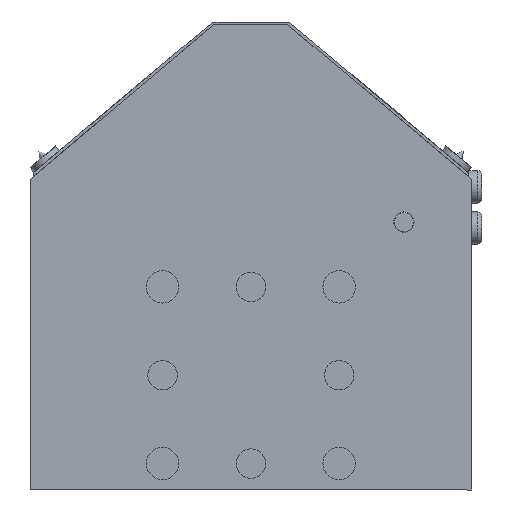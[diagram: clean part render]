
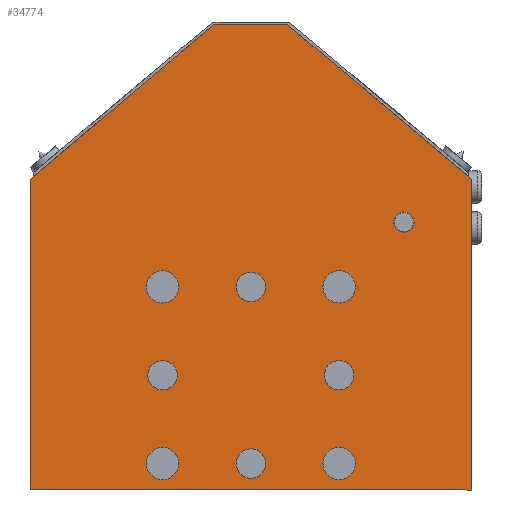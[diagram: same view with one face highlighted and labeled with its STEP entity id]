
A CAD part, left-side view. The second image highlights one B-rep face of the part: STEP entity #34774.
In plain terms, the highlighted face is planar.
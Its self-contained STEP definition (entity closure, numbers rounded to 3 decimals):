
#34142=CARTESIAN_POINT('',(450.,-24.5,68.));
#34143=VERTEX_POINT('',#34142);
#34144=CARTESIAN_POINT('',(450.,-30.,68.));
#34145=DIRECTION('',(-1.0,0.0,0.0));
#34146=DIRECTION('',(0.0,-1.0,0.0));
#34147=AXIS2_PLACEMENT_3D('',#34144,#34145,#34146);
#34148=CIRCLE('',#34147,5.5);
#34149=EDGE_CURVE('',#34143,#34143,#34148,.T.);
#34202=CARTESIAN_POINT('',(450.,35.5,68.));
#34203=VERTEX_POINT('',#34202);
#34204=CARTESIAN_POINT('',(450.,30.,68.));
#34205=DIRECTION('',(-1.0,0.0,0.0));
#34206=DIRECTION('',(0.0,-1.0,0.0));
#34207=AXIS2_PLACEMENT_3D('',#34204,#34205,#34206);
#34208=CIRCLE('',#34207,5.5);
#34209=EDGE_CURVE('',#34203,#34203,#34208,.T.);
#34441=CARTESIAN_POINT('',(450.,35.5,8.));
#34442=VERTEX_POINT('',#34441);
#34443=CARTESIAN_POINT('',(450.,30.,8.));
#34444=DIRECTION('',(-1.0,0.0,0.0));
#34445=DIRECTION('',(0.0,-1.0,0.0));
#34446=AXIS2_PLACEMENT_3D('',#34443,#34444,#34445);
#34447=CIRCLE('',#34446,5.5);
#34448=EDGE_CURVE('',#34442,#34442,#34447,.T.);
#34461=CARTESIAN_POINT('',(450.,-24.5,8.));
#34462=VERTEX_POINT('',#34461);
#34463=CARTESIAN_POINT('',(450.,-30.,8.));
#34464=DIRECTION('',(-1.0,0.0,0.0));
#34465=DIRECTION('',(0.0,-1.0,0.0));
#34466=AXIS2_PLACEMENT_3D('',#34463,#34464,#34465);
#34467=CIRCLE('',#34466,5.5);
#34468=EDGE_CURVE('',#34462,#34462,#34467,.T.);
#34478=CARTESIAN_POINT('',(450.,-25.,38.));
#34479=VERTEX_POINT('',#34478);
#34480=CARTESIAN_POINT('',(450.,-30.,38.));
#34481=DIRECTION('',(-1.0,0.0,0.0));
#34482=DIRECTION('',(0.0,-1.0,0.0));
#34483=AXIS2_PLACEMENT_3D('',#34480,#34481,#34482);
#34484=CIRCLE('',#34483,5.0);
#34485=EDGE_CURVE('',#34479,#34479,#34484,.T.);
#34498=CARTESIAN_POINT('',(450.,5.,68.0));
#34499=VERTEX_POINT('',#34498);
#34500=CARTESIAN_POINT('',(450.,0.,68.));
#34501=DIRECTION('',(-1.0,0.0,0.0));
#34502=DIRECTION('',(0.0,-1.0,0.0));
#34503=AXIS2_PLACEMENT_3D('',#34500,#34501,#34502);
#34504=CIRCLE('',#34503,5.0);
#34505=EDGE_CURVE('',#34499,#34499,#34504,.T.);
#34518=CARTESIAN_POINT('',(450.,5.,8.));
#34519=VERTEX_POINT('',#34518);
#34520=CARTESIAN_POINT('',(450.,0.,8.));
#34521=DIRECTION('',(-1.0,0.0,0.0));
#34522=DIRECTION('',(0.0,-1.0,0.0));
#34523=AXIS2_PLACEMENT_3D('',#34520,#34521,#34522);
#34524=CIRCLE('',#34523,5.0);
#34525=EDGE_CURVE('',#34519,#34519,#34524,.T.);
#34538=CARTESIAN_POINT('',(450.,35.,38.));
#34539=VERTEX_POINT('',#34538);
#34540=CARTESIAN_POINT('',(450.,30.,38.));
#34541=DIRECTION('',(-1.0,0.0,0.0));
#34542=DIRECTION('',(0.0,-1.0,0.0));
#34543=AXIS2_PLACEMENT_3D('',#34540,#34541,#34542);
#34544=CIRCLE('',#34543,5.0);
#34545=EDGE_CURVE('',#34539,#34539,#34544,.T.);
#34569=CARTESIAN_POINT('',(450.,55.458,90.));
#34570=VERTEX_POINT('',#34569);
#34571=CARTESIAN_POINT('',(450.,52.,90.));
#34572=DIRECTION('',(-1.0,0.0,0.0));
#34573=DIRECTION('',(0.0,-1.0,0.0));
#34574=AXIS2_PLACEMENT_3D('',#34571,#34572,#34573);
#34575=CIRCLE('',#34574,3.459);
#34576=EDGE_CURVE('',#34570,#34570,#34575,.T.);
#34618=CARTESIAN_POINT('',(450.,-12.575,157.));
#34619=VERTEX_POINT('',#34618);
#34620=CARTESIAN_POINT('',(450.,-75.,104.619));
#34621=VERTEX_POINT('',#34620);
#34622=CARTESIAN_POINT('',(450.,-12.575,157.));
#34623=DIRECTION('',(0.,-0.766,-0.643));
#34624=VECTOR('',#34623,81.49);
#34625=LINE('',#34622,#34624);
#34626=EDGE_CURVE('',#34619,#34621,#34625,.T.);
#34649=CARTESIAN_POINT('',(450.,75.,104.619));
#34650=VERTEX_POINT('',#34649);
#34651=CARTESIAN_POINT('',(450.,12.575,157.));
#34652=VERTEX_POINT('',#34651);
#34653=CARTESIAN_POINT('',(450.,75.,104.619));
#34654=DIRECTION('',(0.0,-0.766,0.643));
#34655=VECTOR('',#34654,81.49);
#34656=LINE('',#34653,#34655);
#34657=EDGE_CURVE('',#34650,#34652,#34656,.T.);
#34681=CARTESIAN_POINT('',(450.,-12.575,157.));
#34682=DIRECTION('',(0.0,1.0,0.0));
#34683=VECTOR('',#34682,25.149);
#34684=LINE('',#34681,#34683);
#34685=EDGE_CURVE('',#34619,#34652,#34684,.T.);
#34698=CARTESIAN_POINT('',(450.,75.,-1.));
#34699=VERTEX_POINT('',#34698);
#34700=CARTESIAN_POINT('',(450.,75.,104.619));
#34701=DIRECTION('',(0.0,0.0,-1.0));
#34702=VECTOR('',#34701,105.619);
#34703=LINE('',#34700,#34702);
#34704=EDGE_CURVE('',#34650,#34699,#34703,.T.);
#34722=CARTESIAN_POINT('',(450.,0.,78.));
#34723=DIRECTION('',(-1.0,0.0,0.0));
#34724=DIRECTION('',(0.0,-1.0,0.0));
#34725=AXIS2_PLACEMENT_3D('',#34722,#34723,#34724);
#34726=PLANE('',#34725);
#34727=ORIENTED_EDGE('',*,*,#34626,.T.);
#34728=CARTESIAN_POINT('',(450.,-75.,-1.));
#34729=VERTEX_POINT('',#34728);
#34730=CARTESIAN_POINT('',(450.,-75.,-1.));
#34731=DIRECTION('',(0.0,0.0,1.0));
#34732=VECTOR('',#34731,105.619);
#34733=LINE('',#34730,#34732);
#34734=EDGE_CURVE('',#34729,#34621,#34733,.T.);
#34735=ORIENTED_EDGE('',*,*,#34734,.F.);
#34736=CARTESIAN_POINT('',(450.,75.,-1.));
#34737=DIRECTION('',(0.0,-1.0,0.0));
#34738=VECTOR('',#34737,150.0);
#34739=LINE('',#34736,#34738);
#34740=EDGE_CURVE('',#34699,#34729,#34739,.T.);
#34741=ORIENTED_EDGE('',*,*,#34740,.F.);
#34742=ORIENTED_EDGE('',*,*,#34704,.F.);
#34743=ORIENTED_EDGE('',*,*,#34657,.T.);
#34744=ORIENTED_EDGE('',*,*,#34685,.F.);
#34745=EDGE_LOOP('',(#34727,#34735,#34741,#34742,#34743,#34744));
#34746=FACE_OUTER_BOUND('',#34745,.T.);
#34747=ORIENTED_EDGE('',*,*,#34149,.T.);
#34748=EDGE_LOOP('',(#34747));
#34749=FACE_BOUND('',#34748,.T.);
#34750=ORIENTED_EDGE('',*,*,#34209,.T.);
#34751=EDGE_LOOP('',(#34750));
#34752=FACE_BOUND('',#34751,.T.);
#34753=ORIENTED_EDGE('',*,*,#34448,.T.);
#34754=EDGE_LOOP('',(#34753));
#34755=FACE_BOUND('',#34754,.T.);
#34756=ORIENTED_EDGE('',*,*,#34468,.T.);
#34757=EDGE_LOOP('',(#34756));
#34758=FACE_BOUND('',#34757,.T.);
#34759=ORIENTED_EDGE('',*,*,#34485,.T.);
#34760=EDGE_LOOP('',(#34759));
#34761=FACE_BOUND('',#34760,.T.);
#34762=ORIENTED_EDGE('',*,*,#34505,.T.);
#34763=EDGE_LOOP('',(#34762));
#34764=FACE_BOUND('',#34763,.T.);
#34765=ORIENTED_EDGE('',*,*,#34525,.T.);
#34766=EDGE_LOOP('',(#34765));
#34767=FACE_BOUND('',#34766,.T.);
#34768=ORIENTED_EDGE('',*,*,#34545,.T.);
#34769=EDGE_LOOP('',(#34768));
#34770=FACE_BOUND('',#34769,.T.);
#34771=ORIENTED_EDGE('',*,*,#34576,.T.);
#34772=EDGE_LOOP('',(#34771));
#34773=FACE_BOUND('',#34772,.T.);
#34774=ADVANCED_FACE('',(#34746,#34749,#34752,#34755,#34758,#34761,#34764,#34767,#34770,#34773),#34726,.F.);
